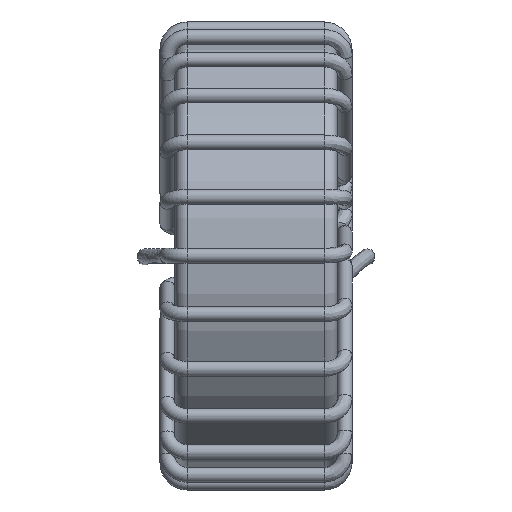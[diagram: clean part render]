
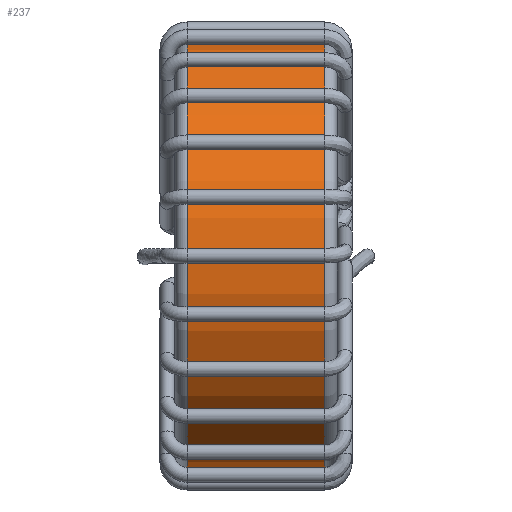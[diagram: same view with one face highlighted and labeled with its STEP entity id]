
A CAD part, top view. The second image highlights one B-rep face of the part: STEP entity #237.
In plain terms, the highlighted cylindrical face has radius 8.85 mm (diameter 17.7 mm), a full revolution.
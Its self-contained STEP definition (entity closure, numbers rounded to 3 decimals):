
#237=ADVANCED_FACE('',(#668,#669),#670,.T.);
#668=FACE_OUTER_BOUND('',#1483,.T.);
#669=FACE_OUTER_BOUND('',#1484,.T.);
#670=CYLINDRICAL_SURFACE('',#1485,8.85);
#1483=EDGE_LOOP('',(#12110));
#1484=EDGE_LOOP('',(#12111));
#1485=AXIS2_PLACEMENT_3D('',#12112,#12113,#12114);
#12110=ORIENTED_EDGE('',*,*,#13145,.T.);
#12111=ORIENTED_EDGE('',*,*,#13149,.T.);
#12112=CARTESIAN_POINT('',(4.5,0.,10.049));
#12113=DIRECTION('',(1.0,0.,0.0));
#12114=DIRECTION('',(0.0,0.0,-1.0));
#13145=EDGE_CURVE('',#13548,#13548,#13549,.T.);
#13149=EDGE_CURVE('',#13555,#13555,#13556,.T.);
#13548=VERTEX_POINT('',#14151);
#13549=CIRCLE('',#14152,8.85);
#13555=VERTEX_POINT('',#14158);
#13556=CIRCLE('',#14159,8.85);
#14151=CARTESIAN_POINT('',(1.725,0.,18.899));
#14152=AXIS2_PLACEMENT_3D('',#14753,#14754,#14755);
#14158=CARTESIAN_POINT('',(7.275,0.,1.199));
#14159=AXIS2_PLACEMENT_3D('',#14762,#14763,#14764);
#14753=CARTESIAN_POINT('',(1.725,0.,10.049));
#14754=DIRECTION('',(1.0,0.,0.0));
#14755=DIRECTION('',(0.0,0.0,1.0));
#14762=CARTESIAN_POINT('',(7.275,0.,10.049));
#14763=DIRECTION('',(-1.0,0.,-0.0));
#14764=DIRECTION('',(0.0,-0.0,-1.0));
